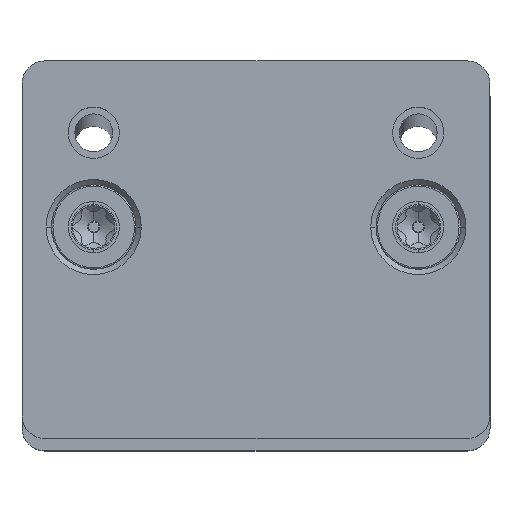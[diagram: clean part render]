
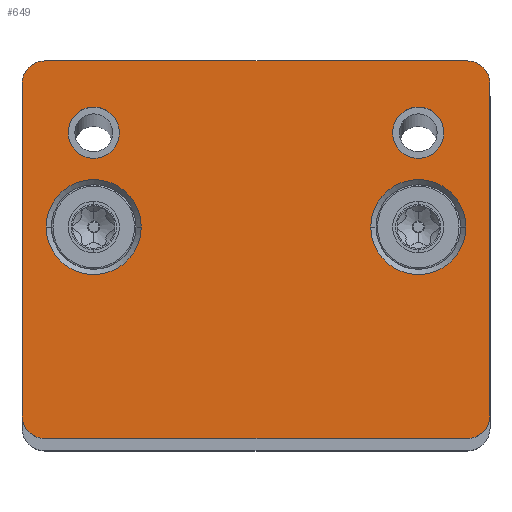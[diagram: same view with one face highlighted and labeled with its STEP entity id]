
A CAD part, top view. The second image highlights one B-rep face of the part: STEP entity #649.
In plain terms, the highlighted face is planar.
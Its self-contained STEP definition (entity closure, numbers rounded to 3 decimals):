
#306 = CARTESIAN_POINT ( 'NONE',  ( -15.5, 240., 11. ) ) ;
#404 = AXIS2_PLACEMENT_3D ( 'NONE', #20584, #1734, #22409 ) ;
#445 = ORIENTED_EDGE ( 'NONE', *, *, #3807, .F. ) ;
#502 = DIRECTION ( 'NONE',  ( -1., 0., 0. ) ) ;
#553 = EDGE_CURVE ( 'NONE', #21183, #3314, #11234, .T. ) ;
#649 = ADVANCED_FACE ( 'NONE', ( #21531, #20048, #12983, #19607, #2231 ), #19710, .T. ) ;
#725 = EDGE_CURVE ( 'NONE', #17579, #6632, #18530, .T. ) ;
#730 = CARTESIAN_POINT ( 'NONE',  ( 14., 240., 11. ) ) ;
#878 = DIRECTION ( 'NONE',  ( -1., 0., 0. ) ) ;
#1171 = AXIS2_PLACEMENT_3D ( 'NONE', #14675, #9753, #11485 ) ;
#1272 = VERTEX_POINT ( 'NONE', #14161 ) ;
#1502 = LINE ( 'NONE', #13837, #21647 ) ;
#1734 = DIRECTION ( 'NONE',  ( 0., 1., 0. ) ) ;
#1803 = DIRECTION ( 'NONE',  ( 0., 1., 0. ) ) ;
#1852 = CARTESIAN_POINT ( 'NONE',  ( -14., 240., 11. ) ) ;
#1950 = EDGE_CURVE ( 'NONE', #12351, #6374, #8149, .T. ) ;
#2042 = EDGE_LOOP ( 'NONE', ( #21795, #7978 ) ) ;
#2121 = AXIS2_PLACEMENT_3D ( 'NONE', #10157, #10265, #6616 ) ;
#2231 = FACE_BOUND ( 'NONE', #18614, .T. ) ;
#2283 = CIRCLE ( 'NONE', #13253, 1.7 ) ;
#2540 = ORIENTED_EDGE ( 'NONE', *, *, #553, .T. ) ;
#2806 = CARTESIAN_POINT ( 'NONE',  ( 12.45, 240., -7.75 ) ) ;
#3314 = VERTEX_POINT ( 'NONE', #13502 ) ;
#3362 = CIRCLE ( 'NONE', #13573, 3.15 ) ;
#3807 = EDGE_CURVE ( 'NONE', #7627, #9491, #18665, .T. ) ;
#4020 = CARTESIAN_POINT ( 'NONE',  ( -10.75, 240., -7.75 ) ) ;
#4090 = ORIENTED_EDGE ( 'NONE', *, *, #725, .F. ) ;
#4388 = ORIENTED_EDGE ( 'NONE', *, *, #15399, .T. ) ;
#4443 = AXIS2_PLACEMENT_3D ( 'NONE', #5099, #17666, #12074 ) ;
#4818 = CIRCLE ( 'NONE', #19761, 1.7 ) ;
#4871 = CARTESIAN_POINT ( 'NONE',  ( -15.5, 240., -12.5 ) ) ;
#5057 = DIRECTION ( 'NONE',  ( -1., 0., 0. ) ) ;
#5099 = CARTESIAN_POINT ( 'NONE',  ( -10.75, 240., -1.5 ) ) ;
#5180 = CARTESIAN_POINT ( 'NONE',  ( 14., 240., 12.5 ) ) ;
#5210 = EDGE_CURVE ( 'NONE', #7308, #1272, #3362, .T. ) ;
#5282 = DIRECTION ( 'NONE',  ( 0., 1., 0. ) ) ;
#5410 = EDGE_CURVE ( 'NONE', #19224, #6374, #10274, .T. ) ;
#5565 = AXIS2_PLACEMENT_3D ( 'NONE', #9198, #5684, #6017 ) ;
#5684 = DIRECTION ( 'NONE',  ( 0., 1., 0. ) ) ;
#5781 = DIRECTION ( 'NONE',  ( 0., 1., 0. ) ) ;
#6000 = CARTESIAN_POINT ( 'NONE',  ( -9.05, 240., -7.75 ) ) ;
#6007 = DIRECTION ( 'NONE',  ( 0., 1., 0. ) ) ;
#6017 = DIRECTION ( 'NONE',  ( -1., 0., 0. ) ) ;
#6227 = CARTESIAN_POINT ( 'NONE',  ( -15.5, 240., -12.5 ) ) ;
#6374 = VERTEX_POINT ( 'NONE', #13681 ) ;
#6616 = DIRECTION ( 'NONE',  ( -1., 0., 0. ) ) ;
#6632 = VERTEX_POINT ( 'NONE', #2806 ) ;
#7068 = ORIENTED_EDGE ( 'NONE', *, *, #1950, .F. ) ;
#7308 = VERTEX_POINT ( 'NONE', #8247 ) ;
#7446 = AXIS2_PLACEMENT_3D ( 'NONE', #1852, #5282, #5057 ) ;
#7586 = ORIENTED_EDGE ( 'NONE', *, *, #7759, .T. ) ;
#7627 = VERTEX_POINT ( 'NONE', #16273 ) ;
#7759 = EDGE_CURVE ( 'NONE', #12351, #16186, #20850, .T. ) ;
#7815 = CARTESIAN_POINT ( 'NONE',  ( 0., 240., 0. ) ) ;
#7830 = ORIENTED_EDGE ( 'NONE', *, *, #21393, .F. ) ;
#7978 = ORIENTED_EDGE ( 'NONE', *, *, #21285, .F. ) ;
#8149 = LINE ( 'NONE', #15149, #12629 ) ;
#8247 = CARTESIAN_POINT ( 'NONE',  ( 13.9, 240., -1.5 ) ) ;
#8334 = EDGE_CURVE ( 'NONE', #6632, #17579, #10235, .T. ) ;
#8653 = AXIS2_PLACEMENT_3D ( 'NONE', #18113, #6007, #19945 ) ;
#9120 = CARTESIAN_POINT ( 'NONE',  ( 9.05, 240., -7.75 ) ) ;
#9198 = CARTESIAN_POINT ( 'NONE',  ( -10.75, 240., -1.5 ) ) ;
#9283 = DIRECTION ( 'NONE',  ( -1., 0., 0. ) ) ;
#9491 = VERTEX_POINT ( 'NONE', #13656 ) ;
#9753 = DIRECTION ( 'NONE',  ( 0., 1., 0. ) ) ;
#10106 = CARTESIAN_POINT ( 'NONE',  ( 10.75, 240., -1.5 ) ) ;
#10157 = CARTESIAN_POINT ( 'NONE',  ( -14., 240., -11. ) ) ;
#10229 = EDGE_LOOP ( 'NONE', ( #4090, #21134 ) ) ;
#10235 = CIRCLE ( 'NONE', #404, 1.7 ) ;
#10265 = DIRECTION ( 'NONE',  ( 0., 1., 0. ) ) ;
#10274 = CIRCLE ( 'NONE', #20488, 1.5 ) ;
#10311 = CIRCLE ( 'NONE', #12884, 3.15 ) ;
#10662 = CIRCLE ( 'NONE', #5565, 3.15 ) ;
#10732 = CIRCLE ( 'NONE', #7446, 1.5 ) ;
#11234 = CIRCLE ( 'NONE', #2121, 1.5 ) ;
#11485 = DIRECTION ( 'NONE',  ( -1., 0., 0. ) ) ;
#11493 = ORIENTED_EDGE ( 'NONE', *, *, #16957, .F. ) ;
#11513 = DIRECTION ( 'NONE',  ( 1., 0., 0. ) ) ;
#11685 = EDGE_CURVE ( 'NONE', #21183, #16186, #14931, .T. ) ;
#11728 = EDGE_CURVE ( 'NONE', #18939, #3314, #22344, .T. ) ;
#11852 = DIRECTION ( 'NONE',  ( 0., 0., -1. ) ) ;
#12074 = DIRECTION ( 'NONE',  ( -1., 0., 0. ) ) ;
#12336 = AXIS2_PLACEMENT_3D ( 'NONE', #7815, #5781, #14693 ) ;
#12351 = VERTEX_POINT ( 'NONE', #18067 ) ;
#12540 = EDGE_CURVE ( 'NONE', #19224, #14958, #1502, .T. ) ;
#12629 = VECTOR ( 'NONE', #22103, 1000. ) ;
#12697 = CARTESIAN_POINT ( 'NONE',  ( -14., 240., 12.5 ) ) ;
#12839 = ORIENTED_EDGE ( 'NONE', *, *, #11685, .F. ) ;
#12884 = AXIS2_PLACEMENT_3D ( 'NONE', #18337, #21527, #878 ) ;
#12983 = FACE_BOUND ( 'NONE', #2042, .T. ) ;
#13253 = AXIS2_PLACEMENT_3D ( 'NONE', #16919, #1803, #15726 ) ;
#13341 = DIRECTION ( 'NONE',  ( -1., 0., 0. ) ) ;
#13502 = CARTESIAN_POINT ( 'NONE',  ( -15.5, 240., -11. ) ) ;
#13503 = CARTESIAN_POINT ( 'NONE',  ( -14., 240., -12.5 ) ) ;
#13573 = AXIS2_PLACEMENT_3D ( 'NONE', #10106, #14924, #13341 ) ;
#13656 = CARTESIAN_POINT ( 'NONE',  ( -7.6, 240., -1.5 ) ) ;
#13681 = CARTESIAN_POINT ( 'NONE',  ( 15.5, 240., 11. ) ) ;
#13837 = CARTESIAN_POINT ( 'NONE',  ( -15.5, 240., 12.5 ) ) ;
#14069 = ORIENTED_EDGE ( 'NONE', *, *, #12540, .F. ) ;
#14161 = CARTESIAN_POINT ( 'NONE',  ( 7.6, 240., -1.5 ) ) ;
#14292 = CARTESIAN_POINT ( 'NONE',  ( -12.45, 240., -7.75 ) ) ;
#14329 = DIRECTION ( 'NONE',  ( 0., 1., 0. ) ) ;
#14430 = DIRECTION ( 'NONE',  ( 0., 1., 0. ) ) ;
#14675 = CARTESIAN_POINT ( 'NONE',  ( 14., 240., -11. ) ) ;
#14693 = DIRECTION ( 'NONE',  ( 0., 0., -1. ) ) ;
#14924 = DIRECTION ( 'NONE',  ( 0., 1., 0. ) ) ;
#14931 = LINE ( 'NONE', #6227, #17719 ) ;
#14958 = VERTEX_POINT ( 'NONE', #12697 ) ;
#15149 = CARTESIAN_POINT ( 'NONE',  ( 15.5, 240., -12.5 ) ) ;
#15235 = ORIENTED_EDGE ( 'NONE', *, *, #5410, .T. ) ;
#15399 = EDGE_CURVE ( 'NONE', #18939, #14958, #10732, .T. ) ;
#15726 = DIRECTION ( 'NONE',  ( -1., 0., 0. ) ) ;
#16186 = VERTEX_POINT ( 'NONE', #18872 ) ;
#16273 = CARTESIAN_POINT ( 'NONE',  ( -13.9, 240., -1.5 ) ) ;
#16919 = CARTESIAN_POINT ( 'NONE',  ( -10.75, 240., -7.75 ) ) ;
#16957 = EDGE_CURVE ( 'NONE', #1272, #7308, #10311, .T. ) ;
#17566 = VERTEX_POINT ( 'NONE', #14292 ) ;
#17579 = VERTEX_POINT ( 'NONE', #9120 ) ;
#17666 = DIRECTION ( 'NONE',  ( 0., 1., 0. ) ) ;
#17719 = VECTOR ( 'NONE', #11513, 1000. ) ;
#17930 = ORIENTED_EDGE ( 'NONE', *, *, #5210, .F. ) ;
#18067 = CARTESIAN_POINT ( 'NONE',  ( 15.5, 240., -11. ) ) ;
#18113 = CARTESIAN_POINT ( 'NONE',  ( 10.75, 240., -7.75 ) ) ;
#18226 = EDGE_LOOP ( 'NONE', ( #11493, #17930 ) ) ;
#18337 = CARTESIAN_POINT ( 'NONE',  ( 10.75, 240., -1.5 ) ) ;
#18530 = CIRCLE ( 'NONE', #8653, 1.7 ) ;
#18614 = EDGE_LOOP ( 'NONE', ( #445, #7830 ) ) ;
#18665 = CIRCLE ( 'NONE', #4443, 3.15 ) ;
#18872 = CARTESIAN_POINT ( 'NONE',  ( 14., 240., -12.5 ) ) ;
#18939 = VERTEX_POINT ( 'NONE', #306 ) ;
#18956 = ORIENTED_EDGE ( 'NONE', *, *, #11728, .F. ) ;
#19079 = DIRECTION ( 'NONE',  ( -1., 0., 0. ) ) ;
#19224 = VERTEX_POINT ( 'NONE', #5180 ) ;
#19607 = FACE_BOUND ( 'NONE', #18226, .T. ) ;
#19710 = PLANE ( 'NONE',  #12336 ) ;
#19761 = AXIS2_PLACEMENT_3D ( 'NONE', #4020, #14430, #502 ) ;
#19945 = DIRECTION ( 'NONE',  ( -1., 0., 0. ) ) ;
#20048 = FACE_BOUND ( 'NONE', #10229, .T. ) ;
#20070 = VERTEX_POINT ( 'NONE', #6000 ) ;
#20228 = EDGE_LOOP ( 'NONE', ( #7068, #7586, #12839, #2540, #18956, #4388, #14069, #15235 ) ) ;
#20488 = AXIS2_PLACEMENT_3D ( 'NONE', #730, #14329, #9283 ) ;
#20584 = CARTESIAN_POINT ( 'NONE',  ( 10.75, 240., -7.75 ) ) ;
#20850 = CIRCLE ( 'NONE', #1171, 1.5 ) ;
#20887 = EDGE_CURVE ( 'NONE', #17566, #20070, #4818, .T. ) ;
#21134 = ORIENTED_EDGE ( 'NONE', *, *, #8334, .F. ) ;
#21183 = VERTEX_POINT ( 'NONE', #13503 ) ;
#21285 = EDGE_CURVE ( 'NONE', #20070, #17566, #2283, .T. ) ;
#21393 = EDGE_CURVE ( 'NONE', #9491, #7627, #10662, .T. ) ;
#21527 = DIRECTION ( 'NONE',  ( 0., 1., 0. ) ) ;
#21531 = FACE_OUTER_BOUND ( 'NONE', #20228, .T. ) ;
#21647 = VECTOR ( 'NONE', #19079, 1000. ) ;
#21795 = ORIENTED_EDGE ( 'NONE', *, *, #20887, .F. ) ;
#22103 = DIRECTION ( 'NONE',  ( 0., 0., 1. ) ) ;
#22344 = LINE ( 'NONE', #4871, #22456 ) ;
#22409 = DIRECTION ( 'NONE',  ( -1., 0., 0. ) ) ;
#22456 = VECTOR ( 'NONE', #11852, 1000. ) ;
